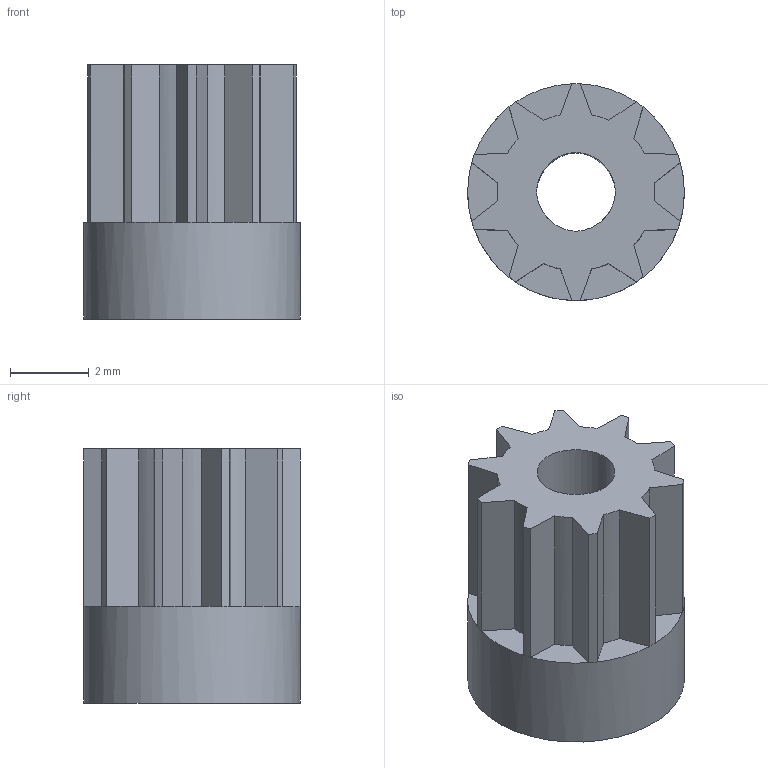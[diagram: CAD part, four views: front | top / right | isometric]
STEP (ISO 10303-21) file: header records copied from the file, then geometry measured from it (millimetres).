
FILE_DESCRIPTION(/* description */ (''),/* implementation_level */ '2;1');
FILE_NAME(/* name */ 'Gear1.stp',/* time_stamp */ '2020-02-25T13:44:09+01:00',/* author */ (''),/* organization */ (''),/* preprocessor_version */ 'ST-DEVELOPER v16.7',/* originating_system */ 'SIEMENS PLM Software NX 1867',/* authorisation */ '');
FILE_SCHEMA (('AUTOMOTIVE_DESIGN { 1 0 10303 214 3 1 1 1 }'));
Length unit declared in the file: millimetre
Products named in the file (1): solid_8_sldprt
Bounding box: 5.51 x 5.51 x 6.46 mm (x, y, z)
Volume: 103.8 mm3; surface area: 219.3 mm2
Topology: 1 solids, 1 shells, 54 faces, 146 edges, 94 vertices
Faces by surface type: plane 32, cylinder 22
Full cylindrical faces by diameter (mm): 2 x1, 5.511 x1
Entity records: 1751 total; most frequent: CARTESIAN_POINT 479, ORIENTED_EDGE 286, DIRECTION 210, EDGE_CURVE 143, VERTEX_POINT 93, LINE 80, VECTOR 80, AXIS2_PLACEMENT_3D 65
